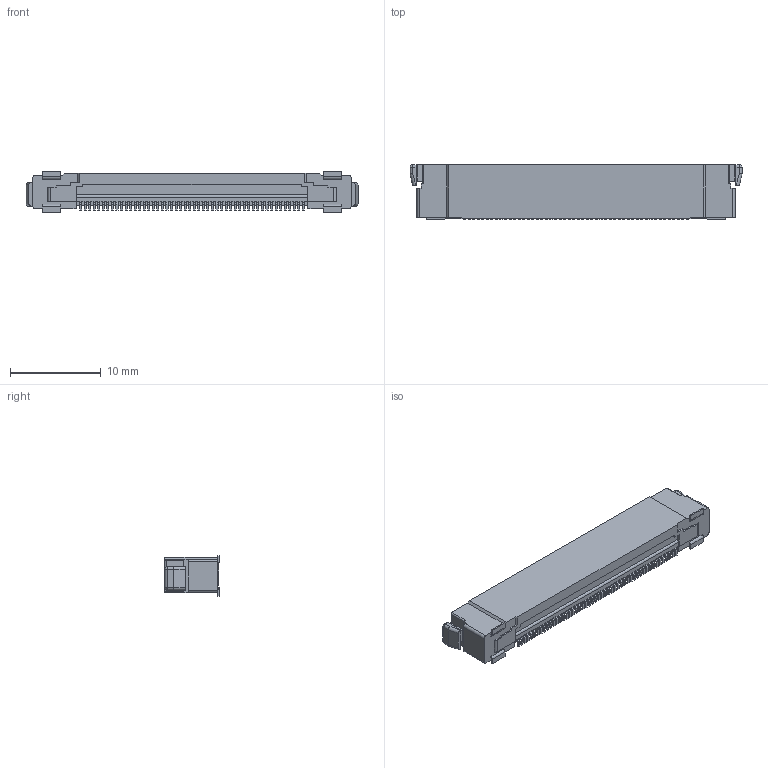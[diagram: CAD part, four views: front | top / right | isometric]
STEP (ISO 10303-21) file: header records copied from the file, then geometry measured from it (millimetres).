
FILE_DESCRIPTION (( 'STEP AP203' ), '1' );
FILE_NAME ('20539-050ExxxC ASSY STEP R5 ALL.STEP', '2012-10-19T06:38:34', ( 'kaihatsu-3dcad-4' ), ( '' ), 'SwSTEP 2.0', 'SolidWorks 2011', '' );
FILE_SCHEMA (( 'CONFIG_CONTROL_DESIGN' ));
Length unit declared in the file: millimetre
Products named in the file (1): 20539-050ExxxC ASSY STEP R5 ALL
Bounding box: 36.5 x 6 x 4.5 mm (x, y, z)
Volume: 713.8 mm3; surface area: 835.4 mm2
Topology: 1 solids, 1 shells, 747 faces, 2191 edges, 1448 vertices
Faces by surface type: plane 506, cylinder 237, bspline 4
Entity records: 24780 total; most frequent: CARTESIAN_POINT 4479, ORIENTED_EDGE 4374, DIRECTION 4121, EDGE_CURVE 2187, LINE 1717, VECTOR 1717, VERTEX_POINT 1448, AXIS2_PLACEMENT_3D 1202
